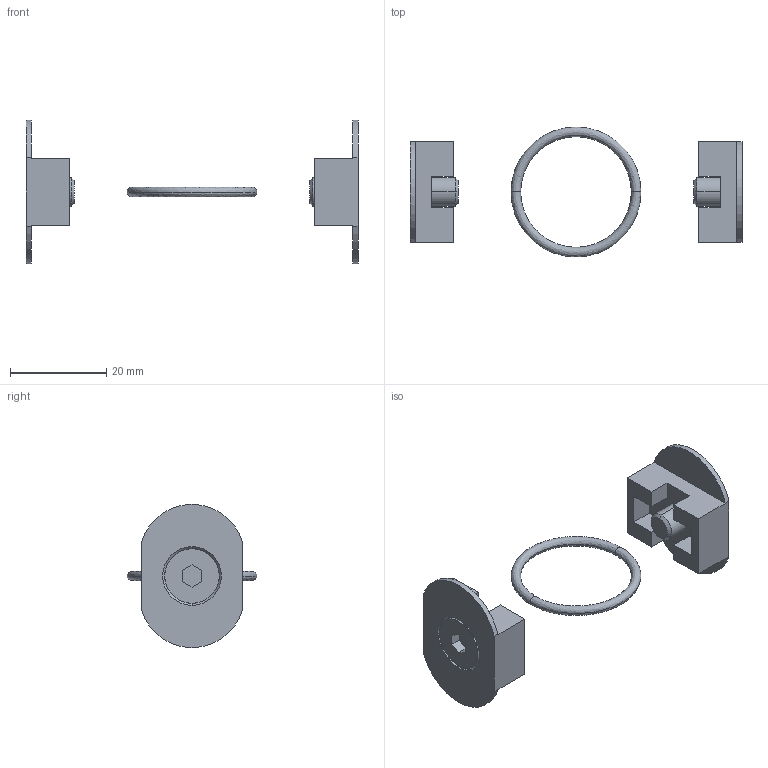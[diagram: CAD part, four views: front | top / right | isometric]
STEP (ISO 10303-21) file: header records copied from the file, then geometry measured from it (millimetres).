
FILE_DESCRIPTION (( 'STEP AP214' ), '1' );
FILE_NAME ('KN-KP33.STEP', '2017-11-23T11:20:50', ( '' ), ( '' ), 'SwSTEP 2.0', 'SolidWorks 2017', '' );
FILE_SCHEMA (( 'AUTOMOTIVE_DESIGN' ));
Length unit declared in the file: millimetre
Products named in the file (1): KN-KP33
Bounding box: 69 x 27 x 29.72 mm (x, y, z)
Volume: 4841 mm3; surface area: 4609.9 mm2
Topology: 3 solids, 3 shells, 88 faces, 216 edges, 140 vertices
Faces by surface type: plane 60, cylinder 16, cone 8, bspline 4
Entity records: 3640 total; most frequent: CARTESIAN_POINT 505, DIRECTION 434, ORIENTED_EDGE 432, EDGE_CURVE 216, VECTOR 168, LINE 168, VERTEX_POINT 140, AXIS2_PLACEMENT_3D 133
